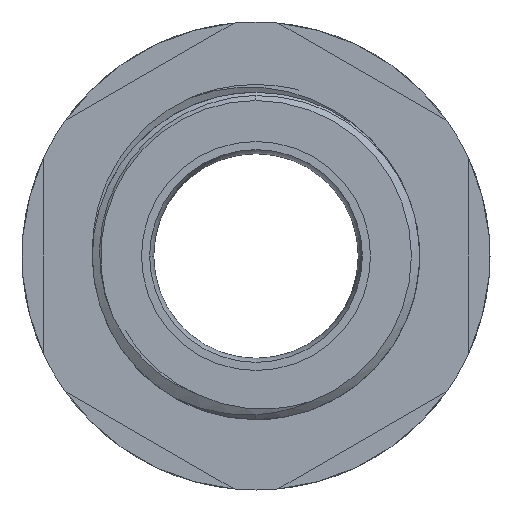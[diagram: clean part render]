
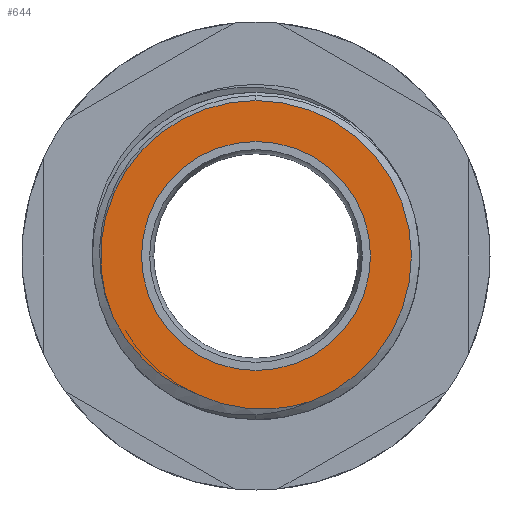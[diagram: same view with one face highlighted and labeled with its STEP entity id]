
A CAD part, front view. The second image highlights one B-rep face of the part: STEP entity #644.
In plain terms, the highlighted planar face has unit normal (0, -1, 0).
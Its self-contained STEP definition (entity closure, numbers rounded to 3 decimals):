
#262 = EDGE_CURVE ( 'NONE', #5739, #3873, #657, .T. ) ;
#644 = ADVANCED_FACE ( 'NONE', ( #8589, #11184 ), #5996, .F. ) ;
#657 = CIRCLE ( 'NONE', #10449, 9.5 ) ;
#757 = AXIS2_PLACEMENT_3D ( 'NONE', #6415, #5990, #5975 ) ;
#786 = EDGE_CURVE ( 'NONE', #907, #5739, #10410, .T. ) ;
#797 = DIRECTION ( 'NONE',  ( 0., 0., -1. ) ) ;
#849 = ORIENTED_EDGE ( 'NONE', *, *, #11138, .T. ) ;
#907 = VERTEX_POINT ( 'NONE', #4153 ) ;
#962 = CARTESIAN_POINT ( 'NONE',  ( -8.722, -10., -3.765 ) ) ;
#1336 = EDGE_LOOP ( 'NONE', ( #6848, #2199 ) ) ;
#1543 = ORIENTED_EDGE ( 'NONE', *, *, #786, .T. ) ;
#1953 = CARTESIAN_POINT ( 'NONE',  ( -8.464, -10., -4.297 ) ) ;
#2199 = ORIENTED_EDGE ( 'NONE', *, *, #9064, .F. ) ;
#2927 = CARTESIAN_POINT ( 'NONE',  ( -7.623, -10., -5.521 ) ) ;
#3181 = DIRECTION ( 'NONE',  ( 0., -1., 0. ) ) ;
#3324 = VERTEX_POINT ( 'NONE', #7151 ) ;
#3345 = CARTESIAN_POINT ( 'NONE',  ( 0., -10., 0. ) ) ;
#3412 = DIRECTION ( 'NONE',  ( 0., 0., 1. ) ) ;
#3873 = VERTEX_POINT ( 'NONE', #9570 ) ;
#3925 = CARTESIAN_POINT ( 'NONE',  ( -7.036, -10., -6.194 ) ) ;
#4149 = CARTESIAN_POINT ( 'NONE',  ( -6.176, -10., -7.004 ) ) ;
#4153 = CARTESIAN_POINT ( 'NONE',  ( -3.583, -10., -8.458 ) ) ;
#4210 = B_SPLINE_CURVE_WITH_KNOTS ( 'NONE', 3,
 ( #962, #1953, #8779, #2927, #9796, #3925, #10753, #4149, #10971, #5119, #11837, #6132 ),
 .UNSPECIFIED., .F., .F.,
 ( 4, 2, 2, 2, 2, 4 ),
 ( 0.003, 0.005, 0.006, 0.007, 0.009, 0.01 ),
 .UNSPECIFIED. ) ;
#4233 = CARTESIAN_POINT ( 'NONE',  ( 0., -10., 0. ) ) ;
#4673 = CARTESIAN_POINT ( 'NONE',  ( 3.364, -10., -8.884 ) ) ;
#4903 = CARTESIAN_POINT ( 'NONE',  ( 3.364, -10., -8.884 ) ) ;
#4942 = CARTESIAN_POINT ( 'NONE',  ( 2.802, -10., -9.069 ) ) ;
#4952 = CARTESIAN_POINT ( 'NONE',  ( 2.226, -10., -9.201 ) ) ;
#4967 = CARTESIAN_POINT ( 'NONE',  ( 1.338, -10., -9.317 ) ) ;
#4983 = CARTESIAN_POINT ( 'NONE',  ( 1.039, -10., -9.342 ) ) ;
#4990 = CARTESIAN_POINT ( 'NONE',  ( 0.446, -10., -9.364 ) ) ;
#4995 = CARTESIAN_POINT ( 'NONE',  ( 0.15, -10., -9.36 ) ) ;
#5008 = CARTESIAN_POINT ( 'NONE',  ( -0.44, -10., -9.326 ) ) ;
#5031 = CARTESIAN_POINT ( 'NONE',  ( -0.734, -10., -9.295 ) ) ;
#5048 = CARTESIAN_POINT ( 'NONE',  ( -1.32, -10., -9.204 ) ) ;
#5069 = CARTESIAN_POINT ( 'NONE',  ( -1.614, -10., -9.144 ) ) ;
#5071 = CARTESIAN_POINT ( 'NONE',  ( -3.583, -10., -8.458 ) ) ;
#5081 = CARTESIAN_POINT ( 'NONE',  ( -2.482, -10., -8.92 ) ) ;
#5087 = EDGE_CURVE ( 'NONE', #10415, #7357, #8301, .T. ) ;
#5119 = CARTESIAN_POINT ( 'NONE',  ( -4.681, -10., -7.989 ) ) ;
#5130 = CARTESIAN_POINT ( 'NONE',  ( -3.042, -10., -8.716 ) ) ;
#5142 = DIRECTION ( 'NONE',  ( 0., -1., 0. ) ) ;
#5191 = DIRECTION ( 'NONE',  ( 0., 0., -1. ) ) ;
#5739 = VERTEX_POINT ( 'NONE', #4673 ) ;
#5815 = AXIS2_PLACEMENT_3D ( 'NONE', #12302, #6683, #797 ) ;
#5876 = EDGE_CURVE ( 'NONE', #3324, #907, #4210, .T. ) ;
#5975 = DIRECTION ( 'NONE',  ( 0., 0., 1. ) ) ;
#5990 = DIRECTION ( 'NONE',  ( 0., 1., 0. ) ) ;
#5996 = PLANE ( 'NONE',  #757 ) ;
#6132 = CARTESIAN_POINT ( 'NONE',  ( -3.583, -10., -8.458 ) ) ;
#6391 = EDGE_LOOP ( 'NONE', ( #6640, #849, #11065, #1543 ) ) ;
#6415 = CARTESIAN_POINT ( 'NONE',  ( 0., -10., 0. ) ) ;
#6640 = ORIENTED_EDGE ( 'NONE', *, *, #262, .T. ) ;
#6683 = DIRECTION ( 'NONE',  ( 0., -1., 0. ) ) ;
#6848 = ORIENTED_EDGE ( 'NONE', *, *, #5087, .F. ) ;
#7151 = CARTESIAN_POINT ( 'NONE',  ( -8.722, -10., -3.765 ) ) ;
#7246 = CIRCLE ( 'NONE', #9862, 7. ) ;
#7357 = VERTEX_POINT ( 'NONE', #10089 ) ;
#8112 = CARTESIAN_POINT ( 'NONE',  ( 0., -10., -7. ) ) ;
#8301 = CIRCLE ( 'NONE', #5815, 7. ) ;
#8589 = FACE_BOUND ( 'NONE', #1336, .T. ) ;
#8779 = CARTESIAN_POINT ( 'NONE',  ( -8.157, -10., -4.803 ) ) ;
#9064 = EDGE_CURVE ( 'NONE', #7357, #10415, #7246, .T. ) ;
#9570 = CARTESIAN_POINT ( 'NONE',  ( 0., -10., 9.5 ) ) ;
#9796 = CARTESIAN_POINT ( 'NONE',  ( -7.433, -10., -5.753 ) ) ;
#9862 = AXIS2_PLACEMENT_3D ( 'NONE', #4233, #11047, #5191 ) ;
#10089 = CARTESIAN_POINT ( 'NONE',  ( 0., -10., 7. ) ) ;
#10410 = B_SPLINE_CURVE_WITH_KNOTS ( 'NONE', 3,
 ( #5071, #5130, #5081, #5069, #5048, #5031, #5008, #4995, #4990, #4983, #4967, #4952, #4942, #4903 ),
 .UNSPECIFIED., .F., .F.,
 ( 4, 2, 2, 2, 2, 2, 4 ),
 ( 0., 0.002, 0.003, 0.004, 0.004, 0.005, 0.007 ),
 .UNSPECIFIED. ) ;
#10415 = VERTEX_POINT ( 'NONE', #8112 ) ;
#10449 = AXIS2_PLACEMENT_3D ( 'NONE', #3345, #3181, #3412 ) ;
#10753 = CARTESIAN_POINT ( 'NONE',  ( -6.828, -10., -6.404 ) ) ;
#10971 = CARTESIAN_POINT ( 'NONE',  ( -5.702, -10., -7.363 ) ) ;
#10987 = CARTESIAN_POINT ( 'NONE',  ( 0., -10., 0. ) ) ;
#11047 = DIRECTION ( 'NONE',  ( 0., -1., 0. ) ) ;
#11065 = ORIENTED_EDGE ( 'NONE', *, *, #5876, .T. ) ;
#11138 = EDGE_CURVE ( 'NONE', #3873, #3324, #12325, .T. ) ;
#11184 = FACE_OUTER_BOUND ( 'NONE', #6391, .T. ) ;
#11352 = AXIS2_PLACEMENT_3D ( 'NONE', #10987, #5142, #11857 ) ;
#11837 = CARTESIAN_POINT ( 'NONE',  ( -4.145, -10., -8.249 ) ) ;
#11857 = DIRECTION ( 'NONE',  ( 0., 0., 1. ) ) ;
#12302 = CARTESIAN_POINT ( 'NONE',  ( 0., -10., 0. ) ) ;
#12325 = CIRCLE ( 'NONE', #11352, 9.5 ) ;
